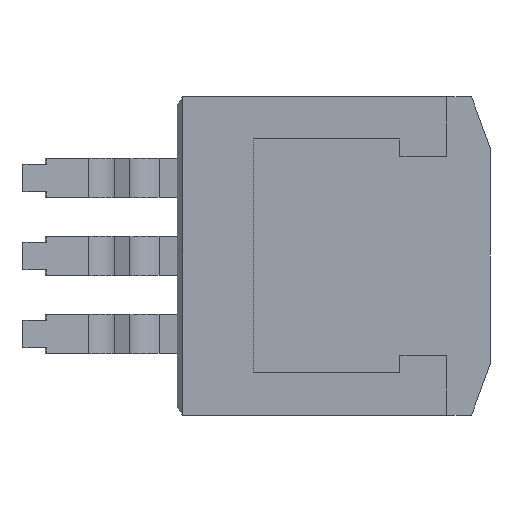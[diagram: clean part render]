
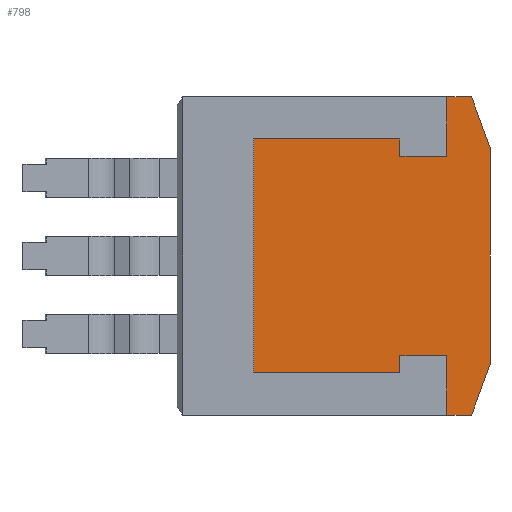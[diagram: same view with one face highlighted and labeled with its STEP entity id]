
A CAD part, front view. The second image highlights one B-rep face of the part: STEP entity #798.
In plain terms, the highlighted planar face has unit normal (0, -1, 0).
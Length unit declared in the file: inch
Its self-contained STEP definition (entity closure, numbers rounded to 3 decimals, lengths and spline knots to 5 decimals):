
#42 = CARTESIAN_POINT ( 'NONE',  ( 0., 0., 0. ) ) ;
#134 = EDGE_CURVE ( 'NONE', #1776, #397, #540, .T. ) ;
#162 = ORIENTED_EDGE ( 'NONE', *, *, #134, .T. ) ;
#190 = VECTOR ( 'NONE', #2440, 39.37008 ) ;
#217 = EDGE_CURVE ( 'NONE', #2171, #1776, #1856, .T. ) ;
#240 = DIRECTION ( 'NONE',  ( -1., 0., 0. ) ) ;
#255 = DIRECTION ( 'NONE',  ( 0., 0., -1. ) ) ;
#262 = CARTESIAN_POINT ( 'NONE',  ( -0.15, 0., -0.1845 ) ) ;
#284 = CARTESIAN_POINT ( 'NONE',  ( -0.128, 0., -0.2445 ) ) ;
#360 = ORIENTED_EDGE ( 'NONE', *, *, #2343, .T. ) ;
#397 = VERTEX_POINT ( 'NONE', #2419 ) ;
#474 = VERTEX_POINT ( 'NONE', #1097 ) ;
#480 = VECTOR ( 'NONE', #2365, 39.37008 ) ;
#493 = ORIENTED_EDGE ( 'NONE', *, *, #1235, .T. ) ;
#509 = DIRECTION ( 'NONE',  ( 0.94, 0., -0.342 ) ) ;
#540 = LINE ( 'NONE', #1340, #808 ) ;
#561 = LINE ( 'NONE', #2130, #480 ) ;
#566 = LINE ( 'NONE', #2031, #1872 ) ;
#617 = CARTESIAN_POINT ( 'NONE',  ( 0.204, 0., -0.27634 ) ) ;
#646 = AXIS2_PLACEMENT_3D ( 'NONE', #42, #1631, #1409 ) ;
#713 = DIRECTION ( 'NONE',  ( 1., 0., 0. ) ) ;
#717 = ORIENTED_EDGE ( 'NONE', *, *, #1824, .T. ) ;
#725 = CARTESIAN_POINT ( 'NONE',  ( -0.204, 0., -0.2445 ) ) ;
#733 = VERTEX_POINT ( 'NONE', #1174 ) ;
#741 = CARTESIAN_POINT ( 'NONE',  ( 0.128, 0., -0.1845 ) ) ;
#747 = CARTESIAN_POINT ( 'NONE',  ( 0.128, 0., -0.2445 ) ) ;
#795 = ORIENTED_EDGE ( 'NONE', *, *, #2032, .T. ) ;
#798 = ADVANCED_FACE ( 'NONE', ( #1588 ), #2784, .F. ) ;
#808 = VECTOR ( 'NONE', #956, 39.37008 ) ;
#815 = DIRECTION ( 'NONE',  ( -1., 0., 0. ) ) ;
#825 = VECTOR ( 'NONE', #240, 39.37008 ) ;
#840 = VECTOR ( 'NONE', #509, 39.37008 ) ;
#845 = VERTEX_POINT ( 'NONE', #1200 ) ;
#885 = LINE ( 'NONE', #725, #825 ) ;
#920 = CARTESIAN_POINT ( 'NONE',  ( 0.204, 0., -0.27634 ) ) ;
#956 = DIRECTION ( 'NONE',  ( 1., 0., 0. ) ) ;
#959 = VERTEX_POINT ( 'NONE', #1028 ) ;
#1028 = CARTESIAN_POINT ( 'NONE',  ( -0.15, 0., -0.1845 ) ) ;
#1065 = EDGE_CURVE ( 'NONE', #1785, #2976, #885, .T. ) ;
#1073 = DIRECTION ( 'NONE',  ( 0., 0., 1. ) ) ;
#1097 = CARTESIAN_POINT ( 'NONE',  ( 0.15, 0., -0.1845 ) ) ;
#1104 = LINE ( 'NONE', #617, #1550 ) ;
#1114 = EDGE_CURVE ( 'NONE', #2854, #474, #1382, .T. ) ;
#1141 = EDGE_CURVE ( 'NONE', #2195, #959, #2858, .T. ) ;
#1174 = CARTESIAN_POINT ( 'NONE',  ( -0.128, 0., -0.1845 ) ) ;
#1200 = CARTESIAN_POINT ( 'NONE',  ( 0.128, 0., -0.2445 ) ) ;
#1217 = CARTESIAN_POINT ( 'NONE',  ( 0.128, 0., -0.1845 ) ) ;
#1225 = CARTESIAN_POINT ( 'NONE',  ( -0.204, 0., -0.2445 ) ) ;
#1226 = CARTESIAN_POINT ( 'NONE',  ( 0.204, 0., -0.2445 ) ) ;
#1235 = EDGE_CURVE ( 'NONE', #733, #1785, #1762, .T. ) ;
#1236 = ORIENTED_EDGE ( 'NONE', *, *, #2429, .T. ) ;
#1277 = EDGE_CURVE ( 'NONE', #474, #1968, #561, .T. ) ;
#1293 = CARTESIAN_POINT ( 'NONE',  ( -0.204, 0., -0.27634 ) ) ;
#1312 = CARTESIAN_POINT ( 'NONE',  ( -0.139, 0., -0.3 ) ) ;
#1322 = EDGE_LOOP ( 'NONE', ( #2540, #1344, #795, #493, #2504, #2200, #1810, #162, #1236, #717, #360, #2953, #2091, #1959 ) ) ;
#1340 = CARTESIAN_POINT ( 'NONE',  ( -0.139, 0., -0.3 ) ) ;
#1344 = ORIENTED_EDGE ( 'NONE', *, *, #1141, .T. ) ;
#1351 = LINE ( 'NONE', #2214, #1907 ) ;
#1382 = LINE ( 'NONE', #741, #2597 ) ;
#1409 = DIRECTION ( 'NONE',  ( 0., 0., 1. ) ) ;
#1439 = CARTESIAN_POINT ( 'NONE',  ( -0.15, 0., 0.003 ) ) ;
#1487 = VECTOR ( 'NONE', #2903, 39.37008 ) ;
#1550 = VECTOR ( 'NONE', #1073, 39.37008 ) ;
#1582 = CARTESIAN_POINT ( 'NONE',  ( 0.15, 0., 0.003 ) ) ;
#1588 = FACE_OUTER_BOUND ( 'NONE', #1322, .T. ) ;
#1631 = DIRECTION ( 'NONE',  ( 0., 1., 0. ) ) ;
#1701 = LINE ( 'NONE', #2388, #2518 ) ;
#1756 = CARTESIAN_POINT ( 'NONE',  ( 0.139, 0., -0.3 ) ) ;
#1762 = LINE ( 'NONE', #284, #2061 ) ;
#1776 = VERTEX_POINT ( 'NONE', #1312 ) ;
#1785 = VERTEX_POINT ( 'NONE', #2208 ) ;
#1810 = ORIENTED_EDGE ( 'NONE', *, *, #217, .T. ) ;
#1824 = EDGE_CURVE ( 'NONE', #2577, #2870, #1104, .T. ) ;
#1856 = LINE ( 'NONE', #1861, #840 ) ;
#1861 = CARTESIAN_POINT ( 'NONE',  ( -0.139, 0., -0.3 ) ) ;
#1872 = VECTOR ( 'NONE', #2930, 39.37008 ) ;
#1907 = VECTOR ( 'NONE', #2662, 39.37008 ) ;
#1918 = DIRECTION ( 'NONE',  ( 0., 0., -1. ) ) ;
#1959 = ORIENTED_EDGE ( 'NONE', *, *, #1277, .T. ) ;
#1968 = VERTEX_POINT ( 'NONE', #1582 ) ;
#2031 = CARTESIAN_POINT ( 'NONE',  ( -0.128, 0., -0.1845 ) ) ;
#2032 = EDGE_CURVE ( 'NONE', #959, #733, #566, .T. ) ;
#2061 = VECTOR ( 'NONE', #1918, 39.37008 ) ;
#2091 = ORIENTED_EDGE ( 'NONE', *, *, #1114, .T. ) ;
#2130 = CARTESIAN_POINT ( 'NONE',  ( 0.15, 0., -0.1845 ) ) ;
#2135 = LINE ( 'NONE', #747, #2280 ) ;
#2171 = VERTEX_POINT ( 'NONE', #2586 ) ;
#2195 = VERTEX_POINT ( 'NONE', #1439 ) ;
#2200 = ORIENTED_EDGE ( 'NONE', *, *, #2501, .T. ) ;
#2208 = CARTESIAN_POINT ( 'NONE',  ( -0.128, 0., -0.2445 ) ) ;
#2209 = LINE ( 'NONE', #1756, #190 ) ;
#2214 = CARTESIAN_POINT ( 'NONE',  ( 0.15, 0., 0.003 ) ) ;
#2280 = VECTOR ( 'NONE', #2794, 39.37008 ) ;
#2343 = EDGE_CURVE ( 'NONE', #2870, #845, #1701, .T. ) ;
#2365 = DIRECTION ( 'NONE',  ( 0., 0., 1. ) ) ;
#2388 = CARTESIAN_POINT ( 'NONE',  ( 0.204, 0., -0.2445 ) ) ;
#2418 = LINE ( 'NONE', #1293, #1487 ) ;
#2419 = CARTESIAN_POINT ( 'NONE',  ( 0.139, 0., -0.3 ) ) ;
#2429 = EDGE_CURVE ( 'NONE', #397, #2577, #2209, .T. ) ;
#2440 = DIRECTION ( 'NONE',  ( 0.94, 0., 0.342 ) ) ;
#2495 = EDGE_CURVE ( 'NONE', #1968, #2195, #1351, .T. ) ;
#2501 = EDGE_CURVE ( 'NONE', #2976, #2171, #2418, .T. ) ;
#2504 = ORIENTED_EDGE ( 'NONE', *, *, #1065, .T. ) ;
#2518 = VECTOR ( 'NONE', #815, 39.37008 ) ;
#2540 = ORIENTED_EDGE ( 'NONE', *, *, #2495, .T. ) ;
#2577 = VERTEX_POINT ( 'NONE', #920 ) ;
#2586 = CARTESIAN_POINT ( 'NONE',  ( -0.204, 0., -0.27634 ) ) ;
#2597 = VECTOR ( 'NONE', #713, 39.37008 ) ;
#2662 = DIRECTION ( 'NONE',  ( -1., 0., 0. ) ) ;
#2664 = VECTOR ( 'NONE', #255, 39.37008 ) ;
#2720 = EDGE_CURVE ( 'NONE', #845, #2854, #2135, .T. ) ;
#2784 = PLANE ( 'NONE',  #646 ) ;
#2794 = DIRECTION ( 'NONE',  ( 0., 0., 1. ) ) ;
#2854 = VERTEX_POINT ( 'NONE', #1217 ) ;
#2858 = LINE ( 'NONE', #262, #2664 ) ;
#2870 = VERTEX_POINT ( 'NONE', #1226 ) ;
#2903 = DIRECTION ( 'NONE',  ( 0., 0., -1. ) ) ;
#2930 = DIRECTION ( 'NONE',  ( 1., 0., 0. ) ) ;
#2953 = ORIENTED_EDGE ( 'NONE', *, *, #2720, .T. ) ;
#2976 = VERTEX_POINT ( 'NONE', #1225 ) ;
